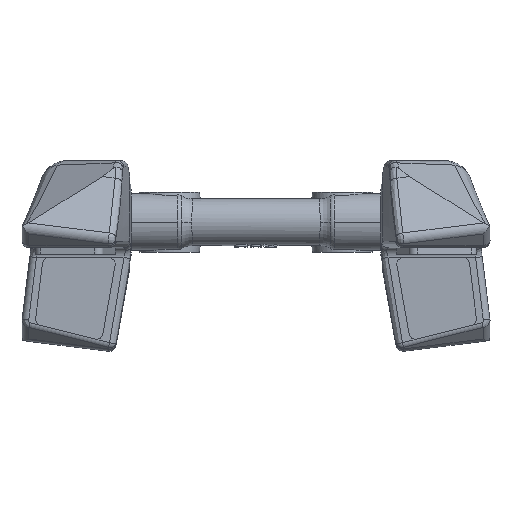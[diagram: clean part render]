
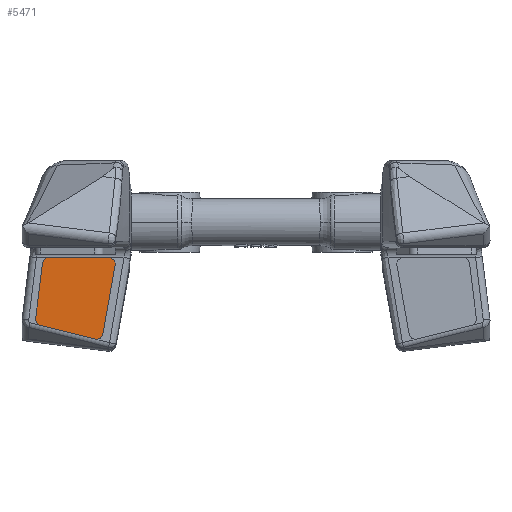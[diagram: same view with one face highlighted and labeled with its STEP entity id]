
A CAD part, front view. The second image highlights one B-rep face of the part: STEP entity #5471.
In plain terms, the highlighted face is planar.
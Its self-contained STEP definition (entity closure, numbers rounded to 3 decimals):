
#1724=CARTESIAN_POINT('',(13.755,-27.341,
-27.224));
#1725=DIRECTION('',(-0.707,-0.707,0.));
#1726=DIRECTION('',(-0.087,0.087,-0.992));
#1727=AXIS2_PLACEMENT_3D('',#1724,#1725,#1726);
#1729=DIRECTION('',(0.702,-0.702,-0.124));
#1730=VECTOR('',#1729,16.58);
#1731=CARTESIAN_POINT('',(1.946,-15.532,
-27.158));
#1732=LINE('',#1731,#1730);
#1733=CARTESIAN_POINT('',(2.121,-15.707,
-25.173));
#1734=DIRECTION('',(-0.707,-0.707,0.));
#1735=DIRECTION('',(-0.707,0.707,0.));
#1736=AXIS2_PLACEMENT_3D('',#1733,#1734,#1735);
#1738=DIRECTION('',(0.,0.,-1.));
#1739=VECTOR('',#1738,17.849);
#1740=CARTESIAN_POINT('',(0.707,-14.293,
-7.324));
#1741=LINE('',#1740,#1739);
#1742=CARTESIAN_POINT('',(2.121,-15.707,
-7.324));
#1743=DIRECTION('',(-0.707,-0.707,0.));
#1744=DIRECTION('',(0.123,-0.123,0.985));
#1745=AXIS2_PLACEMENT_3D('',#1742,#1743,#1744);
#1747=DIRECTION('',(-0.696,0.696,0.174));
#1748=VECTOR('',#1747,20.83);
#1749=CARTESIAN_POINT('',(16.872,-30.458,
-8.972));
#1750=LINE('',#1749,#1748);
#1751=CARTESIAN_POINT('',(16.626,-30.212,
-10.941));
#1752=DIRECTION('',(-0.707,-0.707,0.));
#1753=DIRECTION('',(0.686,-0.686,-0.242));
#1754=AXIS2_PLACEMENT_3D('',#1751,#1752,#1753);
#1756=DIRECTION('',(0.171,-0.171,0.97));
#1757=VECTOR('',#1756,16.782);
#1758=CARTESIAN_POINT('',(15.127,-28.713,
-27.708));
#1759=LINE('',#1758,#1757);
#2650=CARTESIAN_POINT('',(13.58,-27.166,-29.209));
#2652=VERTEX_POINT('',#2650);
#2654=CARTESIAN_POINT('',(15.127,-28.713,
-27.708));
#2655=VERTEX_POINT('',#2654);
#2658=CARTESIAN_POINT('',(0.707,-14.293,
-25.173));
#2660=VERTEX_POINT('',#2658);
#2662=CARTESIAN_POINT('',(1.946,-15.532,
-27.158));
#2663=VERTEX_POINT('',#2662);
#2666=CARTESIAN_POINT('',(17.998,-31.584,
-11.425));
#2668=VERTEX_POINT('',#2666);
#2670=CARTESIAN_POINT('',(16.872,-30.458,
-8.972));
#2671=VERTEX_POINT('',#2670);
#2674=CARTESIAN_POINT('',(2.367,-15.953,
-5.355));
#2676=VERTEX_POINT('',#2674);
#2678=CARTESIAN_POINT('',(0.707,-14.293,
-7.324));
#2679=VERTEX_POINT('',#2678);
#5450=CARTESIAN_POINT('',(-6.793,-6.793,-40.));
#5451=DIRECTION('',(-0.707,-0.707,0.));
#5452=DIRECTION('',(0.,0.,1.));
#5453=AXIS2_PLACEMENT_3D('',#5450,#5451,#5452);
#5454=PLANE('',#5453);
#5456=ORIENTED_EDGE('',*,*,#5455,.F.);
#5458=ORIENTED_EDGE('',*,*,#5457,.F.);
#5459=ORIENTED_EDGE('',*,*,#5442,.F.);
#5460=ORIENTED_EDGE('',*,*,#5431,.F.);
#5462=ORIENTED_EDGE('',*,*,#5461,.F.);
#5464=ORIENTED_EDGE('',*,*,#5463,.F.);
#5466=ORIENTED_EDGE('',*,*,#5465,.F.);
#5468=ORIENTED_EDGE('',*,*,#5467,.F.);
#5469=EDGE_LOOP('',(#5456,#5458,#5459,#5460,#5462,#5464,#5466,#5468));
#5470=FACE_OUTER_BOUND('',#5469,.F.);
#5471=ADVANCED_FACE('',(#5470),#5454,.T.);
#1728=CIRCLE('',#1727,2.);
#1737=CIRCLE('',#1736,2.);
#1746=CIRCLE('',#1745,2.);
#1755=CIRCLE('',#1754,2.);
#5431=EDGE_CURVE('',#2679,#2660,#1741,.T.);
#5442=EDGE_CURVE('',#2660,#2663,#1737,.T.);
#5455=EDGE_CURVE('',#2652,#2655,#1728,.T.);
#5457=EDGE_CURVE('',#2663,#2652,#1732,.T.);
#5461=EDGE_CURVE('',#2676,#2679,#1746,.T.);
#5463=EDGE_CURVE('',#2671,#2676,#1750,.T.);
#5465=EDGE_CURVE('',#2668,#2671,#1755,.T.);
#5467=EDGE_CURVE('',#2655,#2668,#1759,.T.);
